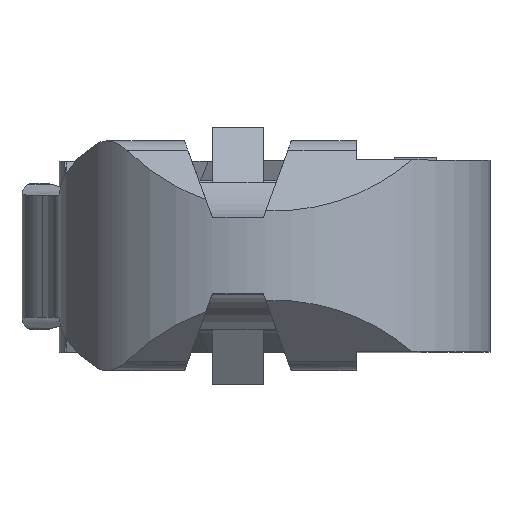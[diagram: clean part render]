
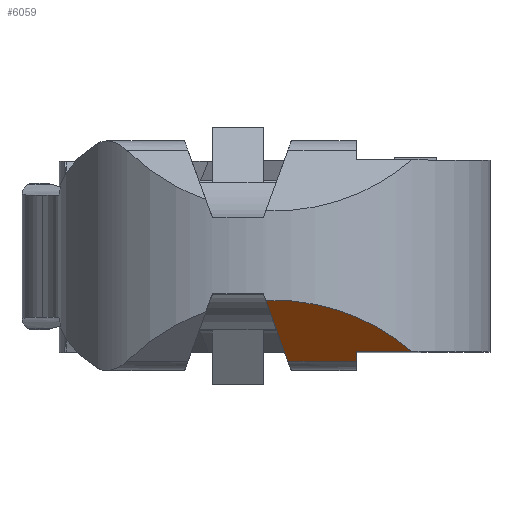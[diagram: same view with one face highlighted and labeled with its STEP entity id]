
A CAD part, top view. The second image highlights one B-rep face of the part: STEP entity #6059.
In plain terms, the highlighted planar face has unit normal (0, -0.695, 0.719).
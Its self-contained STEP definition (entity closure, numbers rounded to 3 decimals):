
#90=CARTESIAN_POINT('',(2.625,-4.217,77.983));
#91=CARTESIAN_POINT('',(4.042,-4.158,78.041));
#92=CARTESIAN_POINT('',(6.692,-4.347,77.858));
#93=CARTESIAN_POINT('',(10.263,-5.306,76.932));
#94=CARTESIAN_POINT('',(13.491,-6.839,75.452));
#95=CARTESIAN_POINT('',(15.429,-8.218,74.119));
#96=CARTESIAN_POINT('',(16.344,-9.,73.365));
#1641=DIRECTION('',(-1.,0.,0.));
#1642=VECTOR('',#1641,6.421);
#1643=CARTESIAN_POINT('',(11.124,-9.927,72.469));
#1644=LINE('',#1643,#1642);
#1649=DIRECTION('',(0.253,-0.696,-0.672));
#1650=VECTOR('',#1649,8.205);
#1651=CARTESIAN_POINT('',(2.625,-4.217,77.983));
#1652=LINE('',#1651,#1650);
#1653=CARTESIAN_POINT('',(2.625,-4.217,77.983));
#1845=DIRECTION('',(1.,0.,0.));
#1846=VECTOR('',#1845,5.219);
#1847=CARTESIAN_POINT('',(11.124,-9.,73.365));
#1848=LINE('',#1847,#1846);
#2336=DIRECTION('',(0.,-0.719,-0.695));
#2337=VECTOR('',#2336,1.289);
#2338=CARTESIAN_POINT('',(11.124,-9.,73.365));
#2339=LINE('',#2338,#2337);
#3874=CARTESIAN_POINT('',(11.124,-9.,73.365));
#3875=CARTESIAN_POINT('',(16.344,-9.,73.365));
#3876=VERTEX_POINT('',#3874);
#3877=VERTEX_POINT('',#3875);
#3878=CARTESIAN_POINT('',(11.124,-9.927,72.469));
#3879=VERTEX_POINT('',#3878);
#3921=VERTEX_POINT('',#1653);
#3924=CARTESIAN_POINT('',(4.703,-9.927,72.469));
#3925=VERTEX_POINT('',#3924);
#6044=CARTESIAN_POINT('',(28.1,-4.2,78.));
#6045=DIRECTION('',(0.,-0.695,0.719));
#6046=DIRECTION('',(0.,-0.719,-0.695));
#6047=AXIS2_PLACEMENT_3D('',#6044,#6045,#6046);
#6048=PLANE('',#6047);
#6050=ORIENTED_EDGE('',*,*,#6049,.F.);
#6051=ORIENTED_EDGE('',*,*,#4823,.T.);
#6053=ORIENTED_EDGE('',*,*,#6052,.F.);
#6055=ORIENTED_EDGE('',*,*,#6054,.T.);
#6056=ORIENTED_EDGE('',*,*,#6025,.T.);
#6057=EDGE_LOOP('',(#6050,#6051,#6053,#6055,#6056));
#6058=FACE_OUTER_BOUND('',#6057,.F.);
#6059=ADVANCED_FACE('',(#6058),#6048,.T.);
#97=B_SPLINE_CURVE_WITH_KNOTS('',3,(#90,#91,#92,#93,#94,#95,#96),.UNSPECIFIED.,
.F.,.F.,(4,1,1,1,4),(0.,0.25,0.5,0.75,1.),.UNSPECIFIED.);
#4823=EDGE_CURVE('',#3921,#3877,#97,.T.);
#6025=EDGE_CURVE('',#3879,#3925,#1644,.T.);
#6049=EDGE_CURVE('',#3921,#3925,#1652,.T.);
#6052=EDGE_CURVE('',#3876,#3877,#1848,.T.);
#6054=EDGE_CURVE('',#3876,#3879,#2339,.T.);
